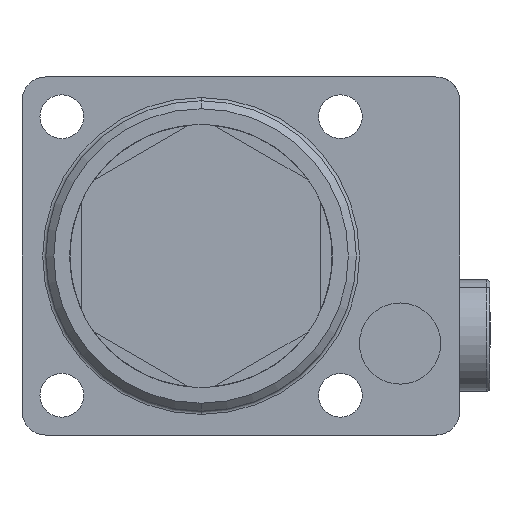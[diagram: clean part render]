
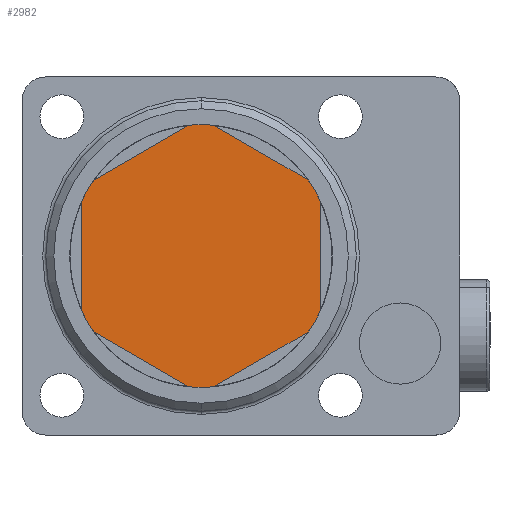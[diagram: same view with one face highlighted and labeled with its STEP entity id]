
A CAD part, front view. The second image highlights one B-rep face of the part: STEP entity #2982.
In plain terms, the highlighted planar face has unit normal (0, -1, 0).
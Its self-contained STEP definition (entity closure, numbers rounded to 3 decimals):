
#71 = DIRECTION ( 'NONE',  ( 0., 0., -1. ) ) ;
#72 = DIRECTION ( 'NONE',  ( 0., -1., 0. ) ) ;
#76 = PLANE ( 'NONE',  #4029 ) ;
#82 = CARTESIAN_POINT ( 'NONE',  ( 0., -5., 0. ) ) ;
#198 = CARTESIAN_POINT ( 'NONE',  ( -15., -5., -6.874 ) ) ;
#199 = CARTESIAN_POINT ( 'NONE',  ( -13.453, -5., -9.553 ) ) ;
#209 = CARTESIAN_POINT ( 'NONE',  ( -1.547, -5., 16.427 ) ) ;
#210 = CARTESIAN_POINT ( 'NONE',  ( -15., -5., 6.874 ) ) ;
#214 = CARTESIAN_POINT ( 'NONE',  ( -13.453, -5., 9.553 ) ) ;
#222 = CARTESIAN_POINT ( 'NONE',  ( -1.547, -5., -16.427 ) ) ;
#239 = CARTESIAN_POINT ( 'NONE',  ( 13.453, -5., -9.553 ) ) ;
#241 = CARTESIAN_POINT ( 'NONE',  ( 15., -5., -6.874 ) ) ;
#244 = CARTESIAN_POINT ( 'NONE',  ( 15., -5., 6.874 ) ) ;
#245 = CARTESIAN_POINT ( 'NONE',  ( 13.453, -5., 9.553 ) ) ;
#249 = CARTESIAN_POINT ( 'NONE',  ( 0., -5., 16.5 ) ) ;
#251 = CARTESIAN_POINT ( 'NONE',  ( 0., -5., -16.5 ) ) ;
#297 = CARTESIAN_POINT ( 'NONE',  ( 1.547, -5., 16.427 ) ) ;
#313 = CARTESIAN_POINT ( 'NONE',  ( 1.547, -5., -16.427 ) ) ;
#376 = ORIENTED_EDGE ( 'NONE', *, *, #4183, .T. ) ;
#377 = ORIENTED_EDGE ( 'NONE', *, *, #4194, .T. ) ;
#491 = ORIENTED_EDGE ( 'NONE', *, *, #4193, .T. ) ;
#922 = VECTOR ( 'NONE', #1890, 1000. ) ;
#924 = VECTOR ( 'NONE', #1895, 1000. ) ;
#925 = LINE ( 'NONE', #1894, #922 ) ;
#926 = VECTOR ( 'NONE', #1897, 1000. ) ;
#927 = LINE ( 'NONE', #1896, #924 ) ;
#928 = VECTOR ( 'NONE', #1901, 1000. ) ;
#929 = LINE ( 'NONE', #1898, #926 ) ;
#930 = VECTOR ( 'NONE', #1904, 1000. ) ;
#931 = LINE ( 'NONE', #1903, #928 ) ;
#932 = VECTOR ( 'NONE', #1915, 1000. ) ;
#933 = LINE ( 'NONE', #1905, #930 ) ;
#934 = LINE ( 'NONE', #1918, #932 ) ;
#941 = CIRCLE ( 'NONE', #3939, 16.5 ) ;
#947 = CIRCLE ( 'NONE', #3941, 16.5 ) ;
#954 = CIRCLE ( 'NONE', #3943, 16.5 ) ;
#956 = ORIENTED_EDGE ( 'NONE', *, *, #4126, .T. ) ;
#962 = CIRCLE ( 'NONE', #3945, 16.5 ) ;
#967 = ORIENTED_EDGE ( 'NONE', *, *, #4122, .T. ) ;
#1041 = CIRCLE ( 'NONE', #3957, 16.5 ) ;
#1047 = CIRCLE ( 'NONE', #3959, 16.5 ) ;
#1057 = CIRCLE ( 'NONE', #3961, 16.5 ) ;
#1065 = CIRCLE ( 'NONE', #3963, 16.5 ) ;
#1115 = ORIENTED_EDGE ( 'NONE', *, *, #4190, .T. ) ;
#1174 = ORIENTED_EDGE ( 'NONE', *, *, #4118, .T. ) ;
#1193 = ORIENTED_EDGE ( 'NONE', *, *, #4189, .T. ) ;
#1205 = ORIENTED_EDGE ( 'NONE', *, *, #4191, .T. ) ;
#1303 = ORIENTED_EDGE ( 'NONE', *, *, #4175, .T. ) ;
#1333 = FACE_OUTER_BOUND ( 'NONE', #1516, .T. ) ;
#1384 = ORIENTED_EDGE ( 'NONE', *, *, #4179, .T. ) ;
#1449 = ORIENTED_EDGE ( 'NONE', *, *, #4130, .T. ) ;
#1516 = EDGE_LOOP ( 'NONE', ( #1384, #1193, #1303, #1174, #1115, #1449, #1205, #956, #1529, #967, #1725, #491, #376, #377 ) ) ;
#1529 = ORIENTED_EDGE ( 'NONE', *, *, #4192, .T. ) ;
#1596 = VERTEX_POINT ( 'NONE', #313 ) ;
#1611 = VERTEX_POINT ( 'NONE', #297 ) ;
#1662 = VERTEX_POINT ( 'NONE', #251 ) ;
#1664 = VERTEX_POINT ( 'NONE', #249 ) ;
#1668 = VERTEX_POINT ( 'NONE', #245 ) ;
#1669 = VERTEX_POINT ( 'NONE', #244 ) ;
#1673 = VERTEX_POINT ( 'NONE', #241 ) ;
#1675 = VERTEX_POINT ( 'NONE', #239 ) ;
#1694 = VERTEX_POINT ( 'NONE', #222 ) ;
#1702 = VERTEX_POINT ( 'NONE', #214 ) ;
#1707 = VERTEX_POINT ( 'NONE', #210 ) ;
#1708 = VERTEX_POINT ( 'NONE', #209 ) ;
#1719 = VERTEX_POINT ( 'NONE', #198 ) ;
#1720 = VERTEX_POINT ( 'NONE', #199 ) ;
#1725 = ORIENTED_EDGE ( 'NONE', *, *, #4187, .T. ) ;
#1890 = DIRECTION ( 'NONE',  ( 0., 0., -1. ) ) ;
#1894 = CARTESIAN_POINT ( 'NONE',  ( -15., -5., 0. ) ) ;
#1895 = DIRECTION ( 'NONE',  ( -0.866, 0., -0.5 ) ) ;
#1896 = CARTESIAN_POINT ( 'NONE',  ( -7.5, -5., 12.99 ) ) ;
#1897 = DIRECTION ( 'NONE',  ( -0.866, 0., 0.5 ) ) ;
#1898 = CARTESIAN_POINT ( 'NONE',  ( 7.5, -5., 12.99 ) ) ;
#1901 = DIRECTION ( 'NONE',  ( 0., 0., 1. ) ) ;
#1903 = CARTESIAN_POINT ( 'NONE',  ( 15., -5., 0. ) ) ;
#1904 = DIRECTION ( 'NONE',  ( 0.866, 0., 0.5 ) ) ;
#1905 = CARTESIAN_POINT ( 'NONE',  ( 7.5, -5., -12.99 ) ) ;
#1909 = DIRECTION ( 'NONE',  ( 0., 0., -1. ) ) ;
#1911 = DIRECTION ( 'NONE',  ( 0., -1., 0. ) ) ;
#1912 = CARTESIAN_POINT ( 'NONE',  ( 0., -5., 0. ) ) ;
#1915 = DIRECTION ( 'NONE',  ( 0.866, 0., -0.5 ) ) ;
#1918 = CARTESIAN_POINT ( 'NONE',  ( -7.5, -5., -12.99 ) ) ;
#1926 = DIRECTION ( 'NONE',  ( 0., 0., -1. ) ) ;
#1927 = DIRECTION ( 'NONE',  ( 0., -1., 0. ) ) ;
#1929 = CARTESIAN_POINT ( 'NONE',  ( 0., -5., 0. ) ) ;
#1942 = DIRECTION ( 'NONE',  ( 0., 0., -1. ) ) ;
#1943 = DIRECTION ( 'NONE',  ( 0., -1., 0. ) ) ;
#1944 = CARTESIAN_POINT ( 'NONE',  ( 0., -5., 0. ) ) ;
#1959 = DIRECTION ( 'NONE',  ( 0., 0., -1. ) ) ;
#1960 = DIRECTION ( 'NONE',  ( 0., -1., 0. ) ) ;
#1961 = CARTESIAN_POINT ( 'NONE',  ( 0., -5., 0. ) ) ;
#2114 = DIRECTION ( 'NONE',  ( 0., 0., -1. ) ) ;
#2115 = DIRECTION ( 'NONE',  ( 0., -1., 0. ) ) ;
#2116 = CARTESIAN_POINT ( 'NONE',  ( 0., -5., 0. ) ) ;
#2126 = DIRECTION ( 'NONE',  ( 0., 0., -1. ) ) ;
#2127 = DIRECTION ( 'NONE',  ( 0., -1., 0. ) ) ;
#2128 = CARTESIAN_POINT ( 'NONE',  ( 0., -5., 0. ) ) ;
#2138 = DIRECTION ( 'NONE',  ( 0., 0., -1. ) ) ;
#2139 = DIRECTION ( 'NONE',  ( 0., -1., 0. ) ) ;
#2141 = CARTESIAN_POINT ( 'NONE',  ( 0., -5., 0. ) ) ;
#2150 = DIRECTION ( 'NONE',  ( 0., 0., -1. ) ) ;
#2151 = DIRECTION ( 'NONE',  ( 0., -1., 0. ) ) ;
#2152 = CARTESIAN_POINT ( 'NONE',  ( 0., -5., 0. ) ) ;
#2982 = ADVANCED_FACE ( 'NONE', ( #1333 ), #76, .T. ) ;
#3939 = AXIS2_PLACEMENT_3D ( 'NONE', #1912, #1911, #1909 ) ;
#3941 = AXIS2_PLACEMENT_3D ( 'NONE', #1929, #1927, #1926 ) ;
#3943 = AXIS2_PLACEMENT_3D ( 'NONE', #1944, #1943, #1942 ) ;
#3945 = AXIS2_PLACEMENT_3D ( 'NONE', #1961, #1960, #1959 ) ;
#3957 = AXIS2_PLACEMENT_3D ( 'NONE', #2116, #2115, #2114 ) ;
#3959 = AXIS2_PLACEMENT_3D ( 'NONE', #2128, #2127, #2126 ) ;
#3961 = AXIS2_PLACEMENT_3D ( 'NONE', #2141, #2139, #2138 ) ;
#3963 = AXIS2_PLACEMENT_3D ( 'NONE', #2152, #2151, #2150 ) ;
#4029 = AXIS2_PLACEMENT_3D ( 'NONE', #82, #72, #71 ) ;
#4118 = EDGE_CURVE ( 'NONE', #1662, #1596, #1065, .T. ) ;
#4122 = EDGE_CURVE ( 'NONE', #1611, #1664, #1057, .T. ) ;
#4126 = EDGE_CURVE ( 'NONE', #1669, #1668, #1047, .T. ) ;
#4130 = EDGE_CURVE ( 'NONE', #1675, #1673, #1041, .T. ) ;
#4175 = EDGE_CURVE ( 'NONE', #1694, #1662, #962, .T. ) ;
#4179 = EDGE_CURVE ( 'NONE', #1719, #1720, #954, .T. ) ;
#4183 = EDGE_CURVE ( 'NONE', #1702, #1707, #947, .T. ) ;
#4187 = EDGE_CURVE ( 'NONE', #1664, #1708, #941, .T. ) ;
#4189 = EDGE_CURVE ( 'NONE', #1720, #1694, #934, .T. ) ;
#4190 = EDGE_CURVE ( 'NONE', #1596, #1675, #933, .T. ) ;
#4191 = EDGE_CURVE ( 'NONE', #1673, #1669, #931, .T. ) ;
#4192 = EDGE_CURVE ( 'NONE', #1668, #1611, #929, .T. ) ;
#4193 = EDGE_CURVE ( 'NONE', #1708, #1702, #927, .T. ) ;
#4194 = EDGE_CURVE ( 'NONE', #1707, #1719, #925, .T. ) ;
